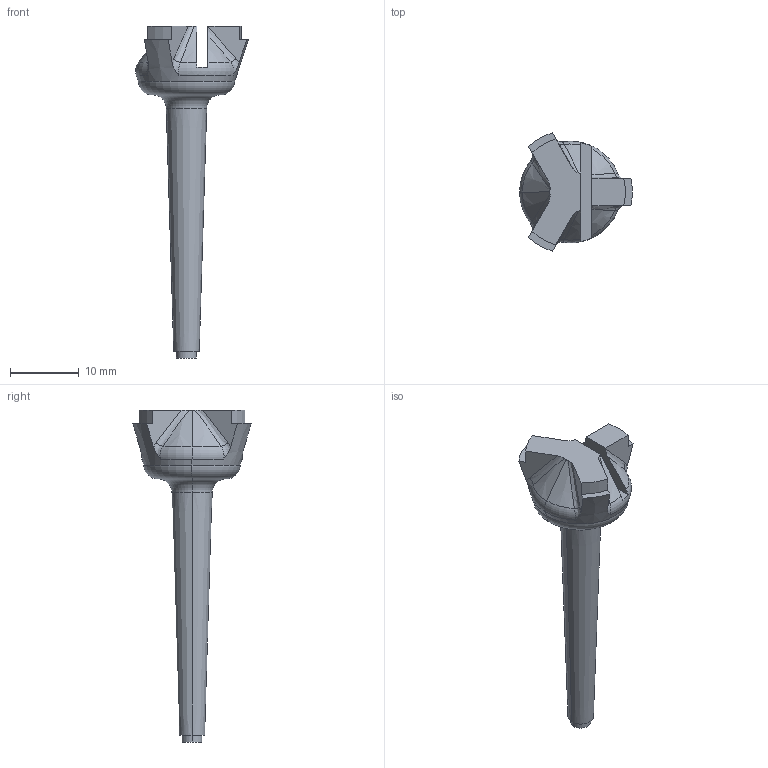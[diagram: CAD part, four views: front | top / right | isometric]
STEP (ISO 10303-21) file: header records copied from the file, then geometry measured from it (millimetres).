
FILE_DESCRIPTION (( 'STEP AP214' ), '1' );
FILE_NAME ('IA200_Support_Piezo.STEP', '2025-04-01T22:34:50', ( '' ), ( '' ), 'SwSTEP 2.0', 'SolidWorks 2024', '' );
FILE_SCHEMA (( 'AUTOMOTIVE_DESIGN' ));
Length unit declared in the file: millimetre
Products named in the file (1): IA200_Support_Piezo
Bounding box: 16.38 x 17.18 x 48.23 mm (x, y, z)
Volume: 2012.7 mm3; surface area: 1377.3 mm2
Topology: 1 solids, 1 shells, 52 faces, 132 edges, 84 vertices
Faces by surface type: plane 17, bspline 12, cone 10, torus 8, cylinder 5
Entity records: 2058 total; most frequent: CARTESIAN_POINT 881, ORIENTED_EDGE 264, DIRECTION 215, EDGE_CURVE 132, AXIS2_PLACEMENT_3D 92, VERTEX_POINT 84, EDGE_LOOP 54, ADVANCED_FACE 52
